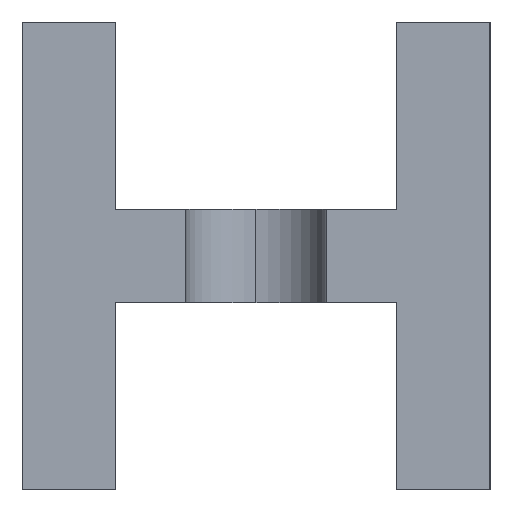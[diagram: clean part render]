
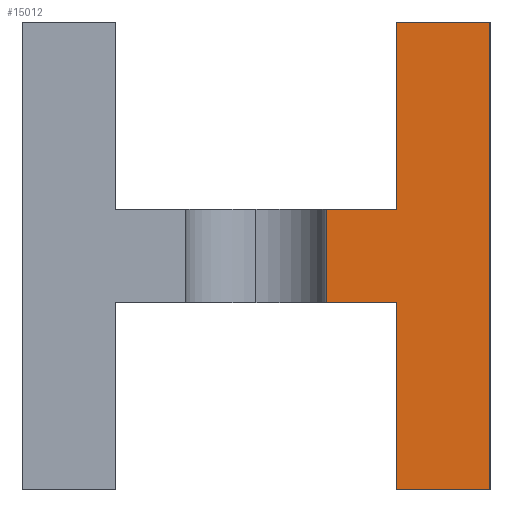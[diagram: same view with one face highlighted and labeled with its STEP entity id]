
A CAD part, left-side view. The second image highlights one B-rep face of the part: STEP entity #15012.
In plain terms, the highlighted planar face has unit normal (-1, 0, 0).
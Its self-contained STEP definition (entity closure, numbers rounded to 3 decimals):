
#161 = EDGE_CURVE ( 'NONE', #6379, #10661, #16101, .T. ) ;
#822 = DIRECTION ( 'NONE',  ( 0., 0., -1. ) ) ;
#1085 = ORIENTED_EDGE ( 'NONE', *, *, #7227, .F. ) ;
#1110 = CARTESIAN_POINT ( 'NONE',  ( 0., 0., 0. ) ) ;
#1251 = DIRECTION ( 'NONE',  ( 0., 1., 0. ) ) ;
#1308 = AXIS2_PLACEMENT_3D ( 'NONE', #4938, #15323, #7573 ) ;
#1352 = CARTESIAN_POINT ( 'NONE',  ( 0., 2., 0. ) ) ;
#1424 = FACE_OUTER_BOUND ( 'NONE', #7119, .T. ) ;
#1685 = VECTOR ( 'NONE', #1251, 1000. ) ;
#1931 = EDGE_CURVE ( 'NONE', #10661, #14829, #2516, .T. ) ;
#2337 = ORIENTED_EDGE ( 'NONE', *, *, #10772, .F. ) ;
#2516 = LINE ( 'NONE', #1110, #9130 ) ;
#2652 = VERTEX_POINT ( 'NONE', #7345 ) ;
#2679 = LINE ( 'NONE', #5190, #12754 ) ;
#3072 = CARTESIAN_POINT ( 'NONE',  ( 0., 3.5, 4. ) ) ;
#3164 = CARTESIAN_POINT ( 'NONE',  ( 0., 0., 10. ) ) ;
#3266 = DIRECTION ( 'NONE',  ( 0., -1., 0. ) ) ;
#3846 = CARTESIAN_POINT ( 'NONE',  ( 0., 0., 10. ) ) ;
#4018 = CARTESIAN_POINT ( 'NONE',  ( 0., 3.5, 6. ) ) ;
#4582 = EDGE_CURVE ( 'NONE', #14829, #2652, #8683, .T. ) ;
#4938 = CARTESIAN_POINT ( 'NONE',  ( 0., 0., 0. ) ) ;
#5190 = CARTESIAN_POINT ( 'NONE',  ( 0., 2., 6. ) ) ;
#5335 = LINE ( 'NONE', #6999, #11912 ) ;
#6259 = CARTESIAN_POINT ( 'NONE',  ( 0., 8., 4. ) ) ;
#6317 = DIRECTION ( 'NONE',  ( 0., 1., 0. ) ) ;
#6379 = VERTEX_POINT ( 'NONE', #8993 ) ;
#6509 = DIRECTION ( 'NONE',  ( 0., -1., 0. ) ) ;
#6857 = CARTESIAN_POINT ( 'NONE',  ( 0., 2., 4. ) ) ;
#6976 = DIRECTION ( 'NONE',  ( 0., 0., 1. ) ) ;
#6999 = CARTESIAN_POINT ( 'NONE',  ( 0., 2., 10. ) ) ;
#7063 = VERTEX_POINT ( 'NONE', #6857 ) ;
#7119 = EDGE_LOOP ( 'NONE', ( #10598, #2337, #1085, #14193, #13019, #9153, #15766, #7568 ) ) ;
#7198 = CARTESIAN_POINT ( 'NONE',  ( 0., 3.5, 4. ) ) ;
#7227 = EDGE_CURVE ( 'NONE', #2652, #7063, #13749, .T. ) ;
#7345 = CARTESIAN_POINT ( 'NONE',  ( 0., 2., 0. ) ) ;
#7530 = LINE ( 'NONE', #7198, #11045 ) ;
#7568 = ORIENTED_EDGE ( 'NONE', *, *, #14508, .F. ) ;
#7573 = DIRECTION ( 'NONE',  ( 0., 0., 1. ) ) ;
#8236 = VERTEX_POINT ( 'NONE', #4018 ) ;
#8511 = CARTESIAN_POINT ( 'NONE',  ( 0., 0., 0. ) ) ;
#8603 = VERTEX_POINT ( 'NONE', #3072 ) ;
#8683 = LINE ( 'NONE', #1352, #1685 ) ;
#8993 = CARTESIAN_POINT ( 'NONE',  ( 0., 2., 10. ) ) ;
#9130 = VECTOR ( 'NONE', #822, 1000. ) ;
#9153 = ORIENTED_EDGE ( 'NONE', *, *, #161, .F. ) ;
#9496 = VECTOR ( 'NONE', #14166, 1000. ) ;
#9710 = DIRECTION ( 'NONE',  ( 0., 0., 1. ) ) ;
#9991 = VERTEX_POINT ( 'NONE', #13392 ) ;
#10598 = ORIENTED_EDGE ( 'NONE', *, *, #12502, .F. ) ;
#10661 = VERTEX_POINT ( 'NONE', #3846 ) ;
#10772 = EDGE_CURVE ( 'NONE', #7063, #8603, #14647, .T. ) ;
#10868 = VECTOR ( 'NONE', #6317, 1000. ) ;
#11045 = VECTOR ( 'NONE', #6976, 1000. ) ;
#11912 = VECTOR ( 'NONE', #9710, 1000. ) ;
#12502 = EDGE_CURVE ( 'NONE', #8603, #8236, #7530, .T. ) ;
#12754 = VECTOR ( 'NONE', #6509, 1000. ) ;
#12802 = PLANE ( 'NONE',  #1308 ) ;
#13019 = ORIENTED_EDGE ( 'NONE', *, *, #1931, .F. ) ;
#13173 = VECTOR ( 'NONE', #3266, 1000. ) ;
#13392 = CARTESIAN_POINT ( 'NONE',  ( 0., 2., 6. ) ) ;
#13749 = LINE ( 'NONE', #14630, #9496 ) ;
#14166 = DIRECTION ( 'NONE',  ( 0., 0., 1. ) ) ;
#14193 = ORIENTED_EDGE ( 'NONE', *, *, #4582, .F. ) ;
#14508 = EDGE_CURVE ( 'NONE', #8236, #9991, #2679, .T. ) ;
#14630 = CARTESIAN_POINT ( 'NONE',  ( 0., 2., 4. ) ) ;
#14647 = LINE ( 'NONE', #6259, #10868 ) ;
#14829 = VERTEX_POINT ( 'NONE', #8511 ) ;
#15012 = ADVANCED_FACE ( 'NONE', ( #1424 ), #12802, .T. ) ;
#15323 = DIRECTION ( 'NONE',  ( -1., 0., 0. ) ) ;
#15352 = EDGE_CURVE ( 'NONE', #9991, #6379, #5335, .T. ) ;
#15766 = ORIENTED_EDGE ( 'NONE', *, *, #15352, .F. ) ;
#16101 = LINE ( 'NONE', #3164, #13173 ) ;
